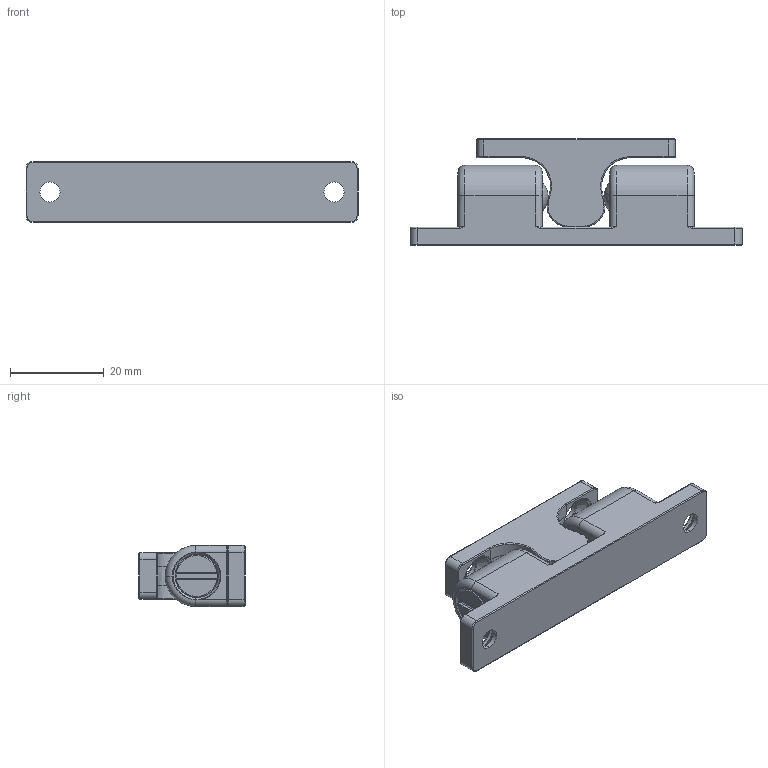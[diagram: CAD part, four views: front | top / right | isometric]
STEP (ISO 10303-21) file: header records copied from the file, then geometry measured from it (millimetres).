
FILE_DESCRIPTION (( 'STEP AP203' ), '1' );
FILE_NAME ('TKS-2055-1.STEP', '2016-06-01T06:31:12', ( '' ), ( '' ), 'SwSTEP 2.0', 'SolidWorks 2010', '' );
FILE_SCHEMA (( 'CONFIG_CONTROL_DESIGN' ));
Length unit declared in the file: millimetre
Products named in the file (5): TKS-2055-1; 鋼珠; 公邊; 母邊; 護蓋
Assembly tree (6 placements, depth 2):
  TKS-2055-1
    母邊
    公邊
    護蓋  x2
    鋼珠  x2
Bounding box: 70.7 x 22.6 x 13 mm (x, y, z)
Volume: 10575.7 mm3; surface area: 7319.2 mm2
Topology: 6 solids, 6 shells, 318 faces, 751 edges, 423 vertices
Faces by surface type: torus 108, cylinder 108, bspline 40, plane 38, cone 12, sphere 12
Entity records: 10355 total; most frequent: CARTESIAN_POINT 3409, DIRECTION 1436, ORIENTED_EDGE 1302, EDGE_CURVE 651, AXIS2_PLACEMENT_3D 633, CIRCLE 375, VERTEX_POINT 372, EDGE_LOOP 295
